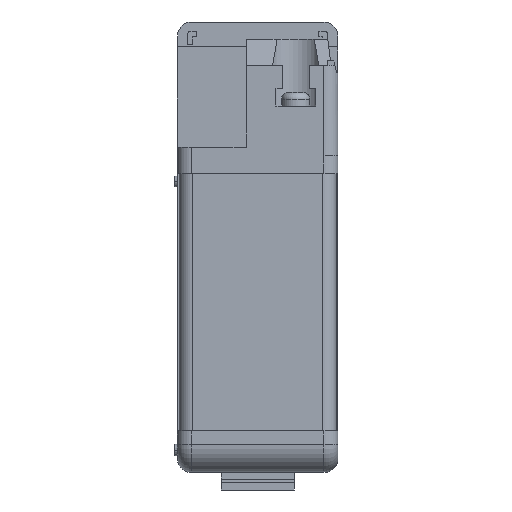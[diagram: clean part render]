
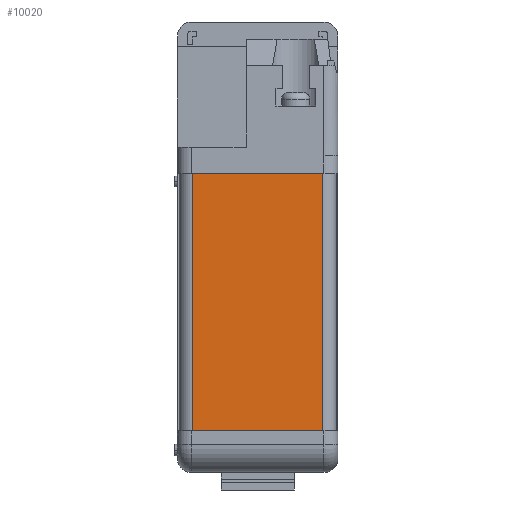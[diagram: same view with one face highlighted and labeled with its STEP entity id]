
A CAD part, front view. The second image highlights one B-rep face of the part: STEP entity #10020.
In plain terms, the highlighted planar face has unit normal (0, -1, 0).
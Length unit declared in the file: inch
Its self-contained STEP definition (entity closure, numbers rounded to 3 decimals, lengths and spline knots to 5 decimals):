
#868 = DIRECTION ( 'NONE',  ( 0., 0., -1. ) ) ;
#2626 = VERTEX_POINT ( 'NONE', #15419 ) ;
#2658 = VECTOR ( 'NONE', #17197, 39.37008 ) ;
#2803 = ORIENTED_EDGE ( 'NONE', *, *, #5931, .F. ) ;
#3246 = EDGE_LOOP ( 'NONE', ( #2803, #14336, #5377, #22321 ) ) ;
#3304 = LINE ( 'NONE', #10954, #2658 ) ;
#4797 = VECTOR ( 'NONE', #21587, 39.37008 ) ;
#5377 = ORIENTED_EDGE ( 'NONE', *, *, #16735, .T. ) ;
#5931 = EDGE_CURVE ( 'NONE', #14770, #14957, #21230, .T. ) ;
#6237 = LINE ( 'NONE', #18379, #10459 ) ;
#6985 = CARTESIAN_POINT ( 'NONE',  ( 0.5775, -2.9375, 0.655 ) ) ;
#7167 = CARTESIAN_POINT ( 'NONE',  ( 0.5775, -2.9375, -1.63 ) ) ;
#8443 = CARTESIAN_POINT ( 'NONE',  ( 0.5775, -2.9375, -1.63 ) ) ;
#9258 = CARTESIAN_POINT ( 'NONE',  ( -0.5775, -2.9375, -1.63 ) ) ;
#10020 = ADVANCED_FACE ( 'NONE', ( #10369 ), #11028, .T. ) ;
#10369 = FACE_OUTER_BOUND ( 'NONE', #3246, .T. ) ;
#10459 = VECTOR ( 'NONE', #22475, 39.37008 ) ;
#10954 = CARTESIAN_POINT ( 'NONE',  ( -0.5775, -2.9375, 0.655 ) ) ;
#11028 = PLANE ( 'NONE',  #19756 ) ;
#13214 = DIRECTION ( 'NONE',  ( 0., -1., 0. ) ) ;
#14336 = ORIENTED_EDGE ( 'NONE', *, *, #17154, .F. ) ;
#14770 = VERTEX_POINT ( 'NONE', #8443 ) ;
#14957 = VERTEX_POINT ( 'NONE', #9258 ) ;
#15419 = CARTESIAN_POINT ( 'NONE',  ( -0.5775, -2.9375, 0.655 ) ) ;
#16283 = VECTOR ( 'NONE', #16883, 39.37008 ) ;
#16735 = EDGE_CURVE ( 'NONE', #17433, #2626, #21730, .T. ) ;
#16883 = DIRECTION ( 'NONE',  ( -1., 0., 0. ) ) ;
#17154 = EDGE_CURVE ( 'NONE', #17433, #14770, #6237, .T. ) ;
#17197 = DIRECTION ( 'NONE',  ( 0., 0., -1. ) ) ;
#17433 = VERTEX_POINT ( 'NONE', #6985 ) ;
#18379 = CARTESIAN_POINT ( 'NONE',  ( 0.5775, -2.9375, 0.655 ) ) ;
#19756 = AXIS2_PLACEMENT_3D ( 'NONE', #25512, #13214, #868 ) ;
#20581 = EDGE_CURVE ( 'NONE', #2626, #14957, #3304, .T. ) ;
#21230 = LINE ( 'NONE', #7167, #4797 ) ;
#21587 = DIRECTION ( 'NONE',  ( -1., 0., 0. ) ) ;
#21730 = LINE ( 'NONE', #25121, #16283 ) ;
#22321 = ORIENTED_EDGE ( 'NONE', *, *, #20581, .T. ) ;
#22475 = DIRECTION ( 'NONE',  ( 0., 0., -1. ) ) ;
#25121 = CARTESIAN_POINT ( 'NONE',  ( 0.5775, -2.9375, 0.655 ) ) ;
#25512 = CARTESIAN_POINT ( 'NONE',  ( 0.5775, -2.9375, 0.655 ) ) ;
